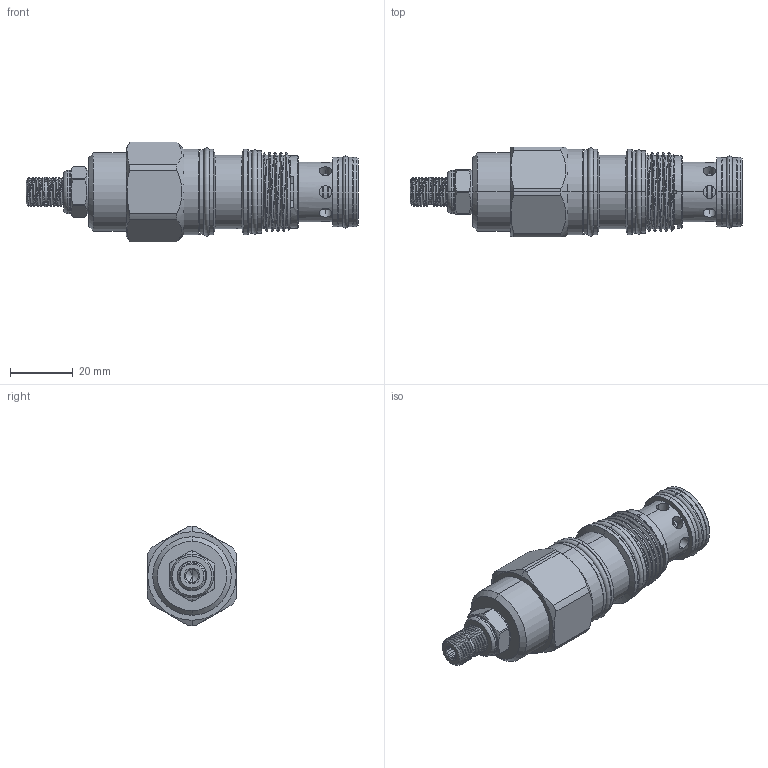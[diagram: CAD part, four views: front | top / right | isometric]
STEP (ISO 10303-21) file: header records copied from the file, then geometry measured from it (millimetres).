
FILE_DESCRIPTION (( 'STEP AP203' ), '1' );
FILE_NAME ('RV2A3B-L.STEP', '2020-03-24T06:32:24', ( '' ), ( '' ), 'SwSTEP 2.0', 'SolidWorks 2018', '' );
FILE_SCHEMA (( 'CONFIG_CONTROL_DESIGN' ));
Length unit declared in the file: millimetre
Products named in the file (1): RV2A3B-L
Bounding box: 105.76 x 28.57 x 31.8 mm (x, y, z)
Volume: 43135.8 mm3; surface area: 13216.2 mm2
Topology: 5 solids, 5 shells, 320 faces, 804 edges, 487 vertices
Faces by surface type: cylinder 181, plane 64, cone 36, torus 32, bspline 7
Entity records: 15574 total; most frequent: CARTESIAN_POINT 8107, ORIENTED_EDGE 1604, DIRECTION 1533, EDGE_CURVE 802, AXIS2_PLACEMENT_3D 659, VERTEX_POINT 487, EDGE_LOOP 353, CIRCLE 345
